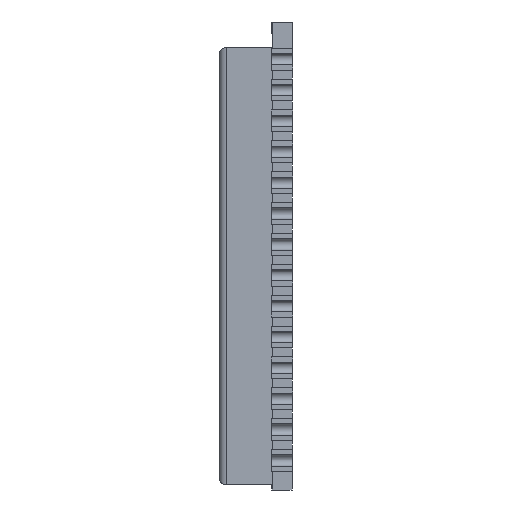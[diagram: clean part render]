
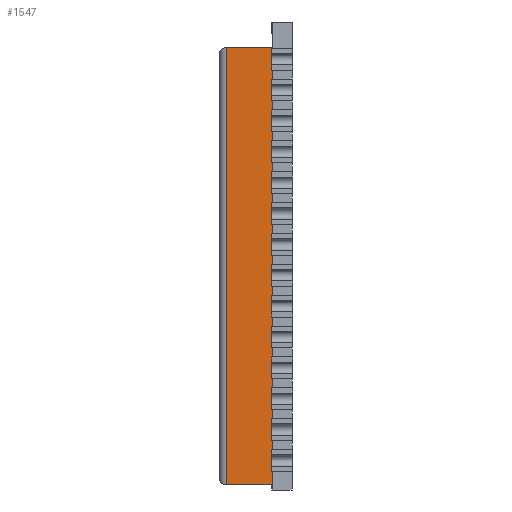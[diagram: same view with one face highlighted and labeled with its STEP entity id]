
A CAD part, left-side view. The second image highlights one B-rep face of the part: STEP entity #1547.
In plain terms, the highlighted planar face has unit normal (-1, 0, 0).
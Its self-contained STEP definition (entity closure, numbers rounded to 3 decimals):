
#1547=ADVANCED_FACE('',(#6387),#6389,.T.);
#6387=FACE_BOUND('',#6388,.T.);
#6388=EDGE_LOOP('',(#10520,#10521,#10522,#10523));
#6389=PLANE('',#6390);
#6390=AXIS2_PLACEMENT_3D('',#6391,#6392,#6393);
#6391=CARTESIAN_POINT('',(1.,0.8,-19.));
#6392=DIRECTION('',(-1.,0.,0.));
#6393=DIRECTION('',(0.,0.,1.));
#10520=ORIENTED_EDGE('',*,*,#13520,.F.);
#10521=ORIENTED_EDGE('',*,*,#12936,.T.);
#10522=ORIENTED_EDGE('',*,*,#13518,.T.);
#10523=ORIENTED_EDGE('',*,*,#13521,.F.);
#12936=EDGE_CURVE('',#14780,#14778,#14781,.T.);
#13518=EDGE_CURVE('',#14778,#15778,#15779,.T.);
#13520=EDGE_CURVE('',#14780,#15781,#15782,.T.);
#13521=EDGE_CURVE('',#15781,#15778,#15783,.T.);
#14778=VERTEX_POINT('',#17895);
#14780=VERTEX_POINT('',#17899);
#14781=LINE('',#17900,#17901);
#15778=VERTEX_POINT('',#20064);
#15779=LINE('',#20065,#20066);
#15781=VERTEX_POINT('',#20071);
#15782=LINE('',#20072,#20073);
#15783=LINE('',#20075,#20076);
#17895=CARTESIAN_POINT('',(1.,0.8,-1.));
#17899=CARTESIAN_POINT('',(1.,0.8,-19.));
#17900=CARTESIAN_POINT('',(1.,0.8,-19.));
#17901=VECTOR('',#17902,1.);
#17902=DIRECTION('',(0.,0.,1.));
#20064=CARTESIAN_POINT('',(1.,2.7,-1.));
#20065=CARTESIAN_POINT('',(1.,0.8,-1.));
#20066=VECTOR('',#20067,1.);
#20067=DIRECTION('',(0.,1.,0.));
#20071=CARTESIAN_POINT('',(1.,2.7,-19.));
#20072=CARTESIAN_POINT('',(1.,0.8,-19.));
#20073=VECTOR('',#20074,1.);
#20074=DIRECTION('',(0.,1.,0.));
#20075=CARTESIAN_POINT('',(1.,2.7,-19.));
#20076=VECTOR('',#20077,1.);
#20077=DIRECTION('',(0.,0.,1.));
